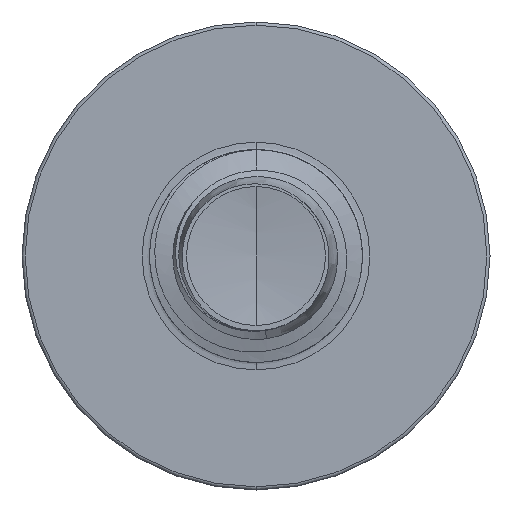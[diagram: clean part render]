
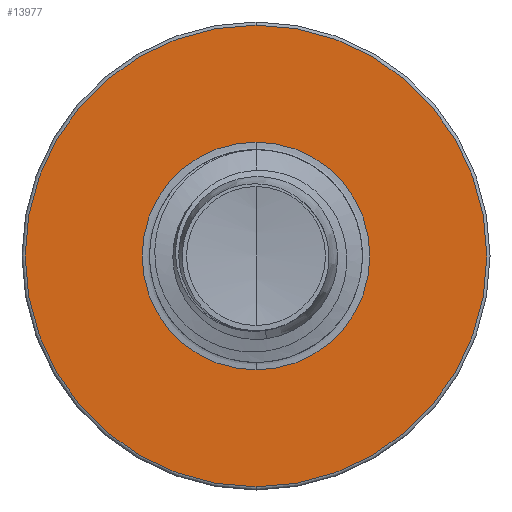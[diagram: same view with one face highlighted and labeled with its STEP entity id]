
A CAD part, front view. The second image highlights one B-rep face of the part: STEP entity #13977.
In plain terms, the highlighted planar face has unit normal (0, -1, 0).
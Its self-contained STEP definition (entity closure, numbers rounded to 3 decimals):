
#136 = ORIENTED_EDGE ( 'NONE', *, *, #15036, .T. ) ;
#899 = ORIENTED_EDGE ( 'NONE', *, *, #13627, .T. ) ;
#1145 = EDGE_LOOP ( 'NONE', ( #136, #899 ) ) ;
#1300 = CARTESIAN_POINT ( 'NONE',  ( 0., 8., -2.677 ) ) ;
#1564 = CARTESIAN_POINT ( 'NONE',  ( 0., 8., 2.677 ) ) ;
#3114 = AXIS2_PLACEMENT_3D ( 'NONE', #11204, #10348, #10403 ) ;
#3586 = AXIS2_PLACEMENT_3D ( 'NONE', #15001, #14988, #14972 ) ;
#3980 = VERTEX_POINT ( 'NONE', #7276 ) ;
#4301 = AXIS2_PLACEMENT_3D ( 'NONE', #9638, #15813, #10887 ) ;
#4413 = CIRCLE ( 'NONE', #3114, 2.677 ) ;
#4677 = VERTEX_POINT ( 'NONE', #1300 ) ;
#5277 = CIRCLE ( 'NONE', #4301, 5.425 ) ;
#6051 = ORIENTED_EDGE ( 'NONE', *, *, #15038, .F. ) ;
#6287 = DIRECTION ( 'NONE',  ( 0., 1., 0. ) ) ;
#6944 = ORIENTED_EDGE ( 'NONE', *, *, #13369, .F. ) ;
#7276 = CARTESIAN_POINT ( 'NONE',  ( 0., 8., 5.425 ) ) ;
#7817 = VERTEX_POINT ( 'NONE', #9268 ) ;
#9022 = AXIS2_PLACEMENT_3D ( 'NONE', #12481, #15568, #10681 ) ;
#9268 = CARTESIAN_POINT ( 'NONE',  ( 0., 8., -5.425 ) ) ;
#9400 = PLANE ( 'NONE',  #9022 ) ;
#9638 = CARTESIAN_POINT ( 'NONE',  ( 0., 8., 0. ) ) ;
#9793 = CIRCLE ( 'NONE', #16174, 2.677 ) ;
#10348 = DIRECTION ( 'NONE',  ( 0., 1., 0. ) ) ;
#10403 = DIRECTION ( 'NONE',  ( 0., 0., 1. ) ) ;
#10681 = DIRECTION ( 'NONE',  ( 0., 0., 1. ) ) ;
#10887 = DIRECTION ( 'NONE',  ( 0., 0., 1. ) ) ;
#11072 = VERTEX_POINT ( 'NONE', #1564 ) ;
#11204 = CARTESIAN_POINT ( 'NONE',  ( 0., 8., 0. ) ) ;
#12300 = EDGE_LOOP ( 'NONE', ( #6944, #6051 ) ) ;
#12481 = CARTESIAN_POINT ( 'NONE',  ( 0., 8., -2.677 ) ) ;
#12491 = FACE_BOUND ( 'NONE', #1145, .T. ) ;
#12739 = CIRCLE ( 'NONE', #3586, 5.425 ) ;
#12754 = FACE_OUTER_BOUND ( 'NONE', #12300, .T. ) ;
#13369 = EDGE_CURVE ( 'NONE', #3980, #7817, #12739, .T. ) ;
#13387 = CARTESIAN_POINT ( 'NONE',  ( 0., 8., 0. ) ) ;
#13627 = EDGE_CURVE ( 'NONE', #4677, #11072, #4413, .T. ) ;
#13977 = ADVANCED_FACE ( 'NONE', ( #12754, #12491 ), #9400, .F. ) ;
#14029 = DIRECTION ( 'NONE',  ( 0., 0., 1. ) ) ;
#14972 = DIRECTION ( 'NONE',  ( 0., 0., 1. ) ) ;
#14988 = DIRECTION ( 'NONE',  ( 0., 1., 0. ) ) ;
#15001 = CARTESIAN_POINT ( 'NONE',  ( 0., 8., 0. ) ) ;
#15036 = EDGE_CURVE ( 'NONE', #11072, #4677, #9793, .T. ) ;
#15038 = EDGE_CURVE ( 'NONE', #7817, #3980, #5277, .T. ) ;
#15568 = DIRECTION ( 'NONE',  ( 0., 1., 0. ) ) ;
#15813 = DIRECTION ( 'NONE',  ( 0., 1., 0. ) ) ;
#16174 = AXIS2_PLACEMENT_3D ( 'NONE', #13387, #6287, #14029 ) ;
